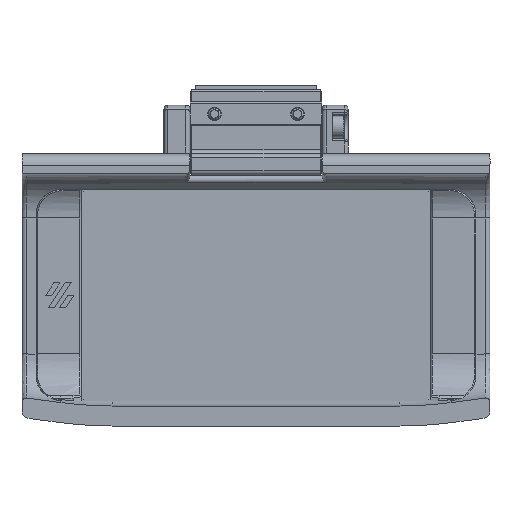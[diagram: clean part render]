
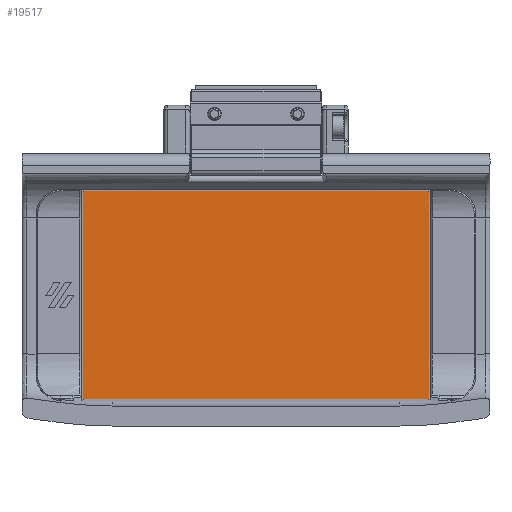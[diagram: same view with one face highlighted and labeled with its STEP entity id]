
A CAD part, front view. The second image highlights one B-rep face of the part: STEP entity #19517.
In plain terms, the highlighted face is planar.
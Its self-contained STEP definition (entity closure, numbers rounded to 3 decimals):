
#1398=LINE('',#36690,#3075);
#1401=LINE('',#36696,#3078);
#1404=LINE('',#36702,#3081);
#1407=LINE('',#36706,#3084);
#3075=VECTOR('',#25176,10.);
#3078=VECTOR('',#25181,10.);
#3081=VECTOR('',#25186,10.);
#3084=VECTOR('',#25191,10.);
#5071=FACE_OUTER_BOUND('',#6204,.T.);
#6204=EDGE_LOOP('',(#16942,#16943,#16944,#16945));
#9076=VERTEX_POINT('',#36687);
#9077=VERTEX_POINT('',#36689);
#9079=VERTEX_POINT('',#36695);
#9081=VERTEX_POINT('',#36701);
#11755=EDGE_CURVE('',#9077,#9076,#1398,.T.);
#11758=EDGE_CURVE('',#9079,#9077,#1401,.T.);
#11761=EDGE_CURVE('',#9081,#9079,#1404,.T.);
#11764=EDGE_CURVE('',#9076,#9081,#1407,.T.);
#16942=ORIENTED_EDGE('',*,*,#11764,.T.);
#16943=ORIENTED_EDGE('',*,*,#11761,.T.);
#16944=ORIENTED_EDGE('',*,*,#11758,.T.);
#16945=ORIENTED_EDGE('',*,*,#11755,.T.);
#18447=PLANE('',#21192);
#19517=ADVANCED_FACE('',(#5071),#18447,.T.);
#21192=AXIS2_PLACEMENT_3D('',#36707,#25192,#25193);
#25176=DIRECTION('',(1.,0.,0.));
#25181=DIRECTION('',(0.,0.,1.));
#25186=DIRECTION('',(-1.,0.,0.));
#25191=DIRECTION('',(0.,0.,-1.));
#25192=DIRECTION('center_axis',(0.,1.,0.));
#25193=DIRECTION('ref_axis',(0.,0.,1.));
#36687=CARTESIAN_POINT('',(45.4,0.,25.7));
#36689=CARTESIAN_POINT('',(-40.9,0.,25.7));
#36690=CARTESIAN_POINT('',(48.4,0.,25.7));
#36695=CARTESIAN_POINT('',(-40.9,0.,-26.2));
#36696=CARTESIAN_POINT('',(-40.9,0.,29.2));
#36701=CARTESIAN_POINT('',(45.4,0.,-26.2));
#36702=CARTESIAN_POINT('',(-48.4,0.,-26.2));
#36706=CARTESIAN_POINT('',(45.4,0.,-29.2));
#36707=CARTESIAN_POINT('Origin',(2.25,0.,-0.25));
